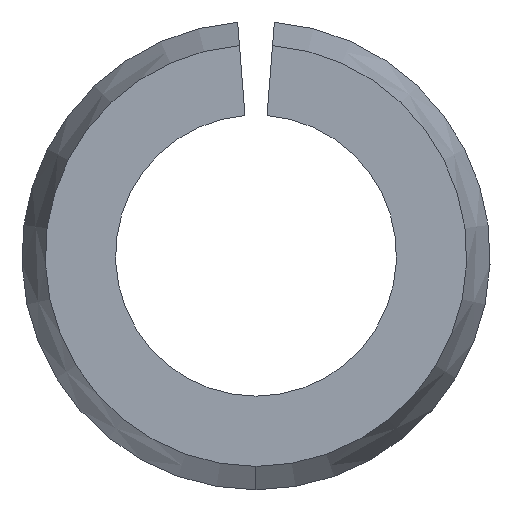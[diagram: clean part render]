
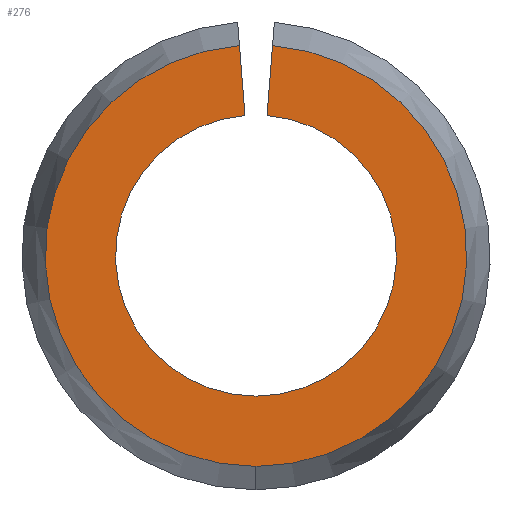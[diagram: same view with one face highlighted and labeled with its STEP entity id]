
A CAD part, left-side view. The second image highlights one B-rep face of the part: STEP entity #276.
In plain terms, the highlighted planar face has unit normal (-1, 0, 0).
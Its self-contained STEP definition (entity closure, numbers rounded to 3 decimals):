
#3 = EDGE_CURVE ( 'NONE', #323, #119, #81, .T. ) ;
#11 = DIRECTION ( 'NONE',  ( 0., -0.078, 0.997 ) ) ;
#21 = DIRECTION ( 'NONE',  ( 0., 0.078, 0.997 ) ) ;
#24 = PLANE ( 'NONE',  #199 ) ;
#25 = DIRECTION ( 'NONE',  ( 0., 0., 1. ) ) ;
#32 = CIRCLE ( 'NONE', #159, 2.25 ) ;
#35 = ORIENTED_EDGE ( 'NONE', *, *, #280, .T. ) ;
#45 = FACE_OUTER_BOUND ( 'NONE', #218, .T. ) ;
#54 = CARTESIAN_POINT ( 'NONE',  ( 0., 0.177, 2.243 ) ) ;
#59 = ORIENTED_EDGE ( 'NONE', *, *, #138, .F. ) ;
#68 = CARTESIAN_POINT ( 'NONE',  ( 0., 0., 0. ) ) ;
#69 = EDGE_CURVE ( 'NONE', #243, #113, #175, .T. ) ;
#81 = CIRCLE ( 'NONE', #217, 2.25 ) ;
#90 = VECTOR ( 'NONE', #21, 1000. ) ;
#100 = VERTEX_POINT ( 'NONE', #338 ) ;
#113 = VERTEX_POINT ( 'NONE', #54 ) ;
#119 = VERTEX_POINT ( 'NONE', #191 ) ;
#122 = CIRCLE ( 'NONE', #264, 1.5 ) ;
#131 = CARTESIAN_POINT ( 'NONE',  ( 0., 0., 0. ) ) ;
#134 = ORIENTED_EDGE ( 'NONE', *, *, #3, .T. ) ;
#138 = EDGE_CURVE ( 'NONE', #243, #100, #122, .T. ) ;
#151 = CARTESIAN_POINT ( 'NONE',  ( 0., 0., 0. ) ) ;
#159 = AXIS2_PLACEMENT_3D ( 'NONE', #226, #205, #25 ) ;
#175 = LINE ( 'NONE', #131, #90 ) ;
#178 = CARTESIAN_POINT ( 'NONE',  ( 0., 2.25, 0. ) ) ;
#180 = DIRECTION ( 'NONE',  ( -1., 0., 0. ) ) ;
#184 = DIRECTION ( 'NONE',  ( 0., 0., -1. ) ) ;
#191 = CARTESIAN_POINT ( 'NONE',  ( 0., -0.177, 2.243 ) ) ;
#195 = CARTESIAN_POINT ( 'NONE',  ( 0., 0.118, 1.495 ) ) ;
#199 = AXIS2_PLACEMENT_3D ( 'NONE', #178, #308, #184 ) ;
#205 = DIRECTION ( 'NONE',  ( -1., 0., 0. ) ) ;
#212 = LINE ( 'NONE', #68, #309 ) ;
#217 = AXIS2_PLACEMENT_3D ( 'NONE', #151, #180, #306 ) ;
#218 = EDGE_LOOP ( 'NONE', ( #252, #35, #134, #321, #59 ) ) ;
#226 = CARTESIAN_POINT ( 'NONE',  ( 0., 0., 0. ) ) ;
#242 = EDGE_CURVE ( 'NONE', #100, #119, #212, .T. ) ;
#243 = VERTEX_POINT ( 'NONE', #195 ) ;
#252 = ORIENTED_EDGE ( 'NONE', *, *, #69, .T. ) ;
#264 = AXIS2_PLACEMENT_3D ( 'NONE', #271, #327, #295 ) ;
#271 = CARTESIAN_POINT ( 'NONE',  ( 0., 0., 0. ) ) ;
#276 = ADVANCED_FACE ( 'NONE', ( #45 ), #24, .F. ) ;
#279 = CARTESIAN_POINT ( 'NONE',  ( 0., 0., -2.25 ) ) ;
#280 = EDGE_CURVE ( 'NONE', #113, #323, #32, .T. ) ;
#295 = DIRECTION ( 'NONE',  ( 0., 0., 1. ) ) ;
#306 = DIRECTION ( 'NONE',  ( 0., 0., 1. ) ) ;
#308 = DIRECTION ( 'NONE',  ( 1., 0., 0. ) ) ;
#309 = VECTOR ( 'NONE', #11, 1000. ) ;
#321 = ORIENTED_EDGE ( 'NONE', *, *, #242, .F. ) ;
#323 = VERTEX_POINT ( 'NONE', #279 ) ;
#327 = DIRECTION ( 'NONE',  ( -1., 0., 0. ) ) ;
#338 = CARTESIAN_POINT ( 'NONE',  ( 0., -0.118, 1.495 ) ) ;
